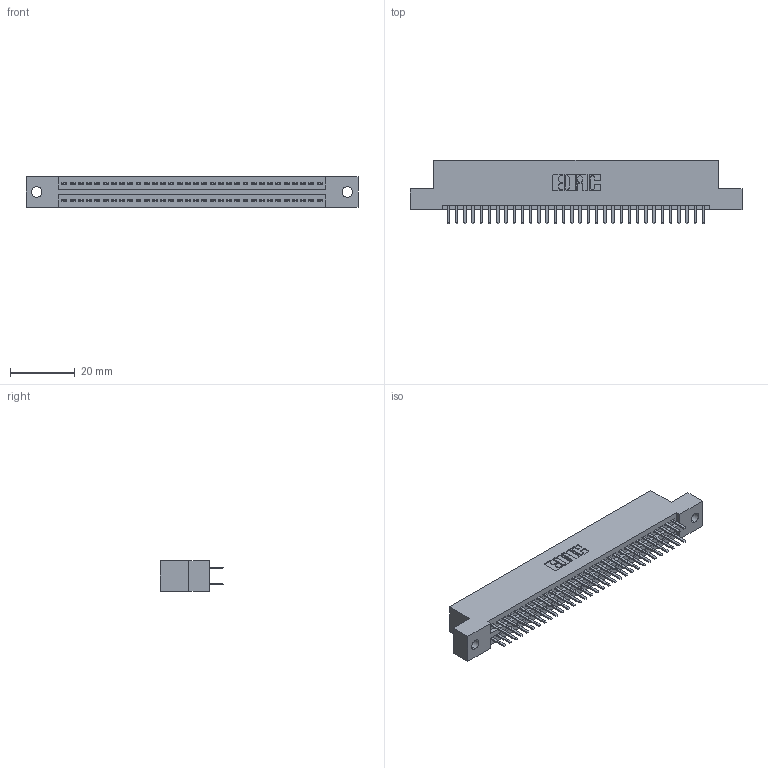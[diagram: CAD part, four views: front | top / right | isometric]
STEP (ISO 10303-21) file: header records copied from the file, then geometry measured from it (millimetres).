
FILE_DESCRIPTION (( 'STEP AP214' ), '1' );
FILE_NAME ('345-064-520-202.STEP', '2023-01-21T05:02:30', ( 'ADMIN' ), ( '' ), 'SwSTEP 2.0', 'SolidWorks 2016', '' );
FILE_SCHEMA (( 'AUTOMOTIVE_DESIGN' ));
Length unit declared in the file: inch
Products named in the file (3): 345-064-520-202; 345-292-001_345-293-120; 345 Part_Flush Mounting Lugs - 0.128 Dia
Assembly tree (65 placements, depth 2):
  345-064-520-202
    345 Part_Flush Mounting Lugs - 0.128 Dia
    345-292-001_345-293-120  x64
Bounding box: 102.49 x 19.68 x 9.4 mm (x, y, z)
Volume: 9798.2 mm3; surface area: 13957.2 mm2
Topology: 65 solids, 65 shells, 3902 faces, 11349 edges, 7394 vertices
Faces by surface type: plane 2320, cylinder 1582
Entity records: 25047 total; most frequent: CARTESIAN_POINT 4510, ORIENTED_EDGE 4428, DIRECTION 3978, EDGE_CURVE 2214, VECTOR 1940, LINE 1940, VERTEX_POINT 1472, AXIS2_PLACEMENT_3D 1019
